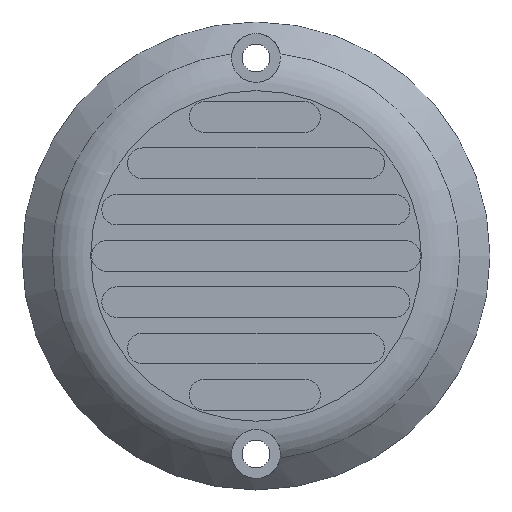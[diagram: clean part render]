
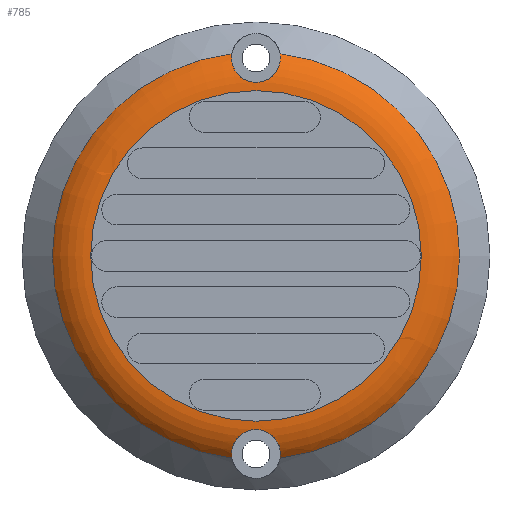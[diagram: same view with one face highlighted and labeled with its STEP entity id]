
A CAD part, top view. The second image highlights one B-rep face of the part: STEP entity #785.
In plain terms, the highlighted toroidal (fillet/blend) face has major radius 32.151 mm and minor radius 10.5 mm.
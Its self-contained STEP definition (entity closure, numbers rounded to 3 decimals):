
#27=B_SPLINE_CURVE_WITH_KNOTS('',3,(#1317,#1318,#1319,#1320),
 .UNSPECIFIED.,.F.,.F.,(4,4),(0.5,0.607),
 .UNSPECIFIED.);
#28=B_SPLINE_CURVE_WITH_KNOTS('',3,(#1322,#1323,#1324,#1325,#1326,#1327,
#1328,#1329,#1330,#1331,#1332,#1333,#1334,#1335,#1336,#1337,#1338,#1339,
#1340,#1341,#1342,#1343,#1344,#1345),.UNSPECIFIED.,.F.,.F.,(4,2,2,2,2,2,
2,2,2,2,2,4),(0.607,0.677,0.878,1.045,
1.233,1.416,1.612,1.795,1.965,
2.145,2.394,2.396),.UNSPECIFIED.);
#29=B_SPLINE_CURVE_WITH_KNOTS('',3,(#1354,#1355,#1356,#1357,#1358,#1359,
#1360,#1361,#1362,#1363,#1364,#1365,#1366,#1367,#1368,#1369,#1370,#1371,
#1372,#1373,#1374,#1375),.UNSPECIFIED.,.F.,.F.,(4,2,2,2,2,2,2,2,2,2,4),
(0.5,0.677,0.878,1.045,
1.233,1.416,1.612,1.795,1.965,
2.145,2.294),.UNSPECIFIED.);
#30=B_SPLINE_CURVE_WITH_KNOTS('',3,(#1377,#1378,#1379,#1380,#1381,#1382),
 .UNSPECIFIED.,.F.,.F.,(4,2,4),(2.294,2.394,2.396),
 .UNSPECIFIED.);
#33=TOROIDAL_SURFACE('',#873,32.151,10.5);
#62=CIRCLE('',#874,39.575);
#63=CIRCLE('',#875,10.5);
#64=CIRCLE('',#876,32.151);
#65=CIRCLE('',#877,39.575);
#66=CIRCLE('',#878,39.575);
#67=CIRCLE('',#879,39.575);
#130=FACE_OUTER_BOUND('',#176,.T.);
#176=EDGE_LOOP('',(#645,#646,#647,#648,#649,#650,#651,#652,#653,#654,#655));
#378=VERTEX_POINT('',#1315);
#379=VERTEX_POINT('',#1316);
#380=VERTEX_POINT('',#1321);
#381=VERTEX_POINT('',#1346);
#382=VERTEX_POINT('',#1348);
#383=VERTEX_POINT('',#1351);
#384=VERTEX_POINT('',#1353);
#385=VERTEX_POINT('',#1376);
#386=VERTEX_POINT('',#1383);
#479=EDGE_CURVE('',#378,#379,#27,.T.);
#480=EDGE_CURVE('',#379,#380,#28,.T.);
#481=EDGE_CURVE('',#380,#381,#62,.T.);
#482=EDGE_CURVE('',#381,#382,#63,.T.);
#483=EDGE_CURVE('',#382,#382,#64,.T.);
#484=EDGE_CURVE('',#381,#383,#65,.T.);
#485=EDGE_CURVE('',#383,#384,#29,.T.);
#486=EDGE_CURVE('',#384,#385,#30,.T.);
#487=EDGE_CURVE('',#385,#386,#66,.T.);
#488=EDGE_CURVE('',#386,#378,#67,.T.);
#645=ORIENTED_EDGE('',*,*,#479,.T.);
#646=ORIENTED_EDGE('',*,*,#480,.T.);
#647=ORIENTED_EDGE('',*,*,#481,.T.);
#648=ORIENTED_EDGE('',*,*,#482,.T.);
#649=ORIENTED_EDGE('',*,*,#483,.T.);
#650=ORIENTED_EDGE('',*,*,#482,.F.);
#651=ORIENTED_EDGE('',*,*,#484,.T.);
#652=ORIENTED_EDGE('',*,*,#485,.T.);
#653=ORIENTED_EDGE('',*,*,#486,.T.);
#654=ORIENTED_EDGE('',*,*,#487,.T.);
#655=ORIENTED_EDGE('',*,*,#488,.T.);
#785=ADVANCED_FACE('',(#130),#33,.T.);
#873=AXIS2_PLACEMENT_3D('',#1314,#1082,#1083);
#874=AXIS2_PLACEMENT_3D('',#1347,#1084,#1085);
#875=AXIS2_PLACEMENT_3D('',#1349,#1086,#1087);
#876=AXIS2_PLACEMENT_3D('',#1350,#1088,#1089);
#877=AXIS2_PLACEMENT_3D('',#1352,#1090,#1091);
#878=AXIS2_PLACEMENT_3D('',#1384,#1092,#1093);
#879=AXIS2_PLACEMENT_3D('',#1385,#1094,#1095);
#1082=DIRECTION('center_axis',(0.,0.,-1.));
#1083=DIRECTION('ref_axis',(-1.,0.,0.));
#1084=DIRECTION('center_axis',(0.,0.,1.));
#1085=DIRECTION('ref_axis',(-1.,0.,0.));
#1086=DIRECTION('center_axis',(0.,-1.,0.));
#1087=DIRECTION('ref_axis',(1.,0.,0.));
#1088=DIRECTION('center_axis',(0.,0.,-1.));
#1089=DIRECTION('ref_axis',(-1.,0.,0.));
#1090=DIRECTION('center_axis',(0.,0.,1.));
#1091=DIRECTION('ref_axis',(-1.,0.,0.));
#1092=DIRECTION('center_axis',(0.,0.,1.));
#1093=DIRECTION('ref_axis',(-1.,0.,0.));
#1094=DIRECTION('center_axis',(0.,0.,1.));
#1095=DIRECTION('ref_axis',(-1.,0.,0.));
#1314=CARTESIAN_POINT('Origin',(0.,0.,-0.5));
#1315=CARTESIAN_POINT('',(-4.683,-39.297,6.925));
#1316=CARTESIAN_POINT('',(-4.75,-38.5,7.633));
#1317=CARTESIAN_POINT('Ctrl Pts',(-4.683,-39.297,6.925));
#1318=CARTESIAN_POINT('Ctrl Pts',(-4.727,-39.036,7.179));
#1319=CARTESIAN_POINT('Ctrl Pts',(-4.75,-38.769,7.415));
#1320=CARTESIAN_POINT('Ctrl Pts',(-4.75,-38.5,7.633));
#1321=CARTESIAN_POINT('',(4.683,-39.297,6.925));
#1322=CARTESIAN_POINT('Ctrl Pts',(-4.75,-38.5,7.633));
#1323=CARTESIAN_POINT('Ctrl Pts',(-4.75,-38.321,7.778));
#1324=CARTESIAN_POINT('Ctrl Pts',(-4.74,-38.142,7.915));
#1325=CARTESIAN_POINT('Ctrl Pts',(-4.661,-37.449,8.413));
#1326=CARTESIAN_POINT('Ctrl Pts',(-4.516,-36.919,8.729));
#1327=CARTESIAN_POINT('Ctrl Pts',(-4.048,-35.969,9.203));
#1328=CARTESIAN_POINT('Ctrl Pts',(-3.765,-35.56,9.37));
#1329=CARTESIAN_POINT('Ctrl Pts',(-3.011,-34.782,9.642));
#1330=CARTESIAN_POINT('Ctrl Pts',(-2.535,-34.44,9.731));
#1331=CARTESIAN_POINT('Ctrl Pts',(-1.483,-33.951,9.843));
#1332=CARTESIAN_POINT('Ctrl Pts',(-0.922,-33.805,
9.868));
#1333=CARTESIAN_POINT('Ctrl Pts',(0.266,-33.718,9.883));
#1334=CARTESIAN_POINT('Ctrl Pts',(0.885,-33.793,9.872));
#1335=CARTESIAN_POINT('Ctrl Pts',(2.017,-34.161,9.797));
#1336=CARTESIAN_POINT('Ctrl Pts',(2.525,-34.437,9.736));
#1337=CARTESIAN_POINT('Ctrl Pts',(3.378,-35.119,9.53));
#1338=CARTESIAN_POINT('Ctrl Pts',(3.721,-35.505,9.394));
#1339=CARTESIAN_POINT('Ctrl Pts',(4.281,-36.374,9.013));
#1340=CARTESIAN_POINT('Ctrl Pts',(4.478,-36.843,8.77));
#1341=CARTESIAN_POINT('Ctrl Pts',(4.768,-37.966,8.073));
#1342=CARTESIAN_POINT('Ctrl Pts',(4.793,-38.638,7.564));
#1343=CARTESIAN_POINT('Ctrl Pts',(4.684,-39.288,6.934));
#1344=CARTESIAN_POINT('Ctrl Pts',(4.683,-39.293,6.929));
#1345=CARTESIAN_POINT('Ctrl Pts',(4.683,-39.297,6.925));
#1346=CARTESIAN_POINT('',(39.575,0.,6.925));
#1347=CARTESIAN_POINT('Origin',(0.,0.,6.925));
#1348=CARTESIAN_POINT('',(32.151,0.,10.));
#1349=CARTESIAN_POINT('Origin',(32.151,0.,
-0.5));
#1350=CARTESIAN_POINT('Origin',(0.,0.,10.));
#1351=CARTESIAN_POINT('',(4.683,39.297,6.925));
#1352=CARTESIAN_POINT('Origin',(0.,0.,6.925));
#1353=CARTESIAN_POINT('',(-4.75,38.5,7.633));
#1354=CARTESIAN_POINT('Ctrl Pts',(4.683,39.297,6.925));
#1355=CARTESIAN_POINT('Ctrl Pts',(4.757,38.863,7.347));
#1356=CARTESIAN_POINT('Ctrl Pts',(4.771,38.413,7.72));
#1357=CARTESIAN_POINT('Ctrl Pts',(4.661,37.449,8.413));
#1358=CARTESIAN_POINT('Ctrl Pts',(4.516,36.919,8.729));
#1359=CARTESIAN_POINT('Ctrl Pts',(4.048,35.969,9.203));
#1360=CARTESIAN_POINT('Ctrl Pts',(3.765,35.56,9.37));
#1361=CARTESIAN_POINT('Ctrl Pts',(3.011,34.782,9.642));
#1362=CARTESIAN_POINT('Ctrl Pts',(2.535,34.44,9.731));
#1363=CARTESIAN_POINT('Ctrl Pts',(1.483,33.951,9.843));
#1364=CARTESIAN_POINT('Ctrl Pts',(0.922,33.805,9.868));
#1365=CARTESIAN_POINT('Ctrl Pts',(-0.266,33.718,9.883));
#1366=CARTESIAN_POINT('Ctrl Pts',(-0.885,33.793,9.872));
#1367=CARTESIAN_POINT('Ctrl Pts',(-2.017,34.161,9.797));
#1368=CARTESIAN_POINT('Ctrl Pts',(-2.525,34.437,9.736));
#1369=CARTESIAN_POINT('Ctrl Pts',(-3.378,35.119,9.53));
#1370=CARTESIAN_POINT('Ctrl Pts',(-3.721,35.505,9.394));
#1371=CARTESIAN_POINT('Ctrl Pts',(-4.281,36.374,9.013));
#1372=CARTESIAN_POINT('Ctrl Pts',(-4.478,36.843,8.77));
#1373=CARTESIAN_POINT('Ctrl Pts',(-4.7,37.705,8.234));
#1374=CARTESIAN_POINT('Ctrl Pts',(-4.75,38.104,7.954));
#1375=CARTESIAN_POINT('Ctrl Pts',(-4.75,38.5,7.633));
#1376=CARTESIAN_POINT('',(-4.683,39.297,6.925));
#1377=CARTESIAN_POINT('Ctrl Pts',(-4.75,38.5,7.633));
#1378=CARTESIAN_POINT('Ctrl Pts',(-4.75,38.763,7.42));
#1379=CARTESIAN_POINT('Ctrl Pts',(-4.728,39.026,7.188));
#1380=CARTESIAN_POINT('Ctrl Pts',(-4.684,39.288,6.934));
#1381=CARTESIAN_POINT('Ctrl Pts',(-4.683,39.293,6.929));
#1382=CARTESIAN_POINT('Ctrl Pts',(-4.683,39.297,6.925));
#1383=CARTESIAN_POINT('',(-39.575,0.,6.925));
#1384=CARTESIAN_POINT('Origin',(0.,0.,6.925));
#1385=CARTESIAN_POINT('Origin',(0.,0.,6.925));
